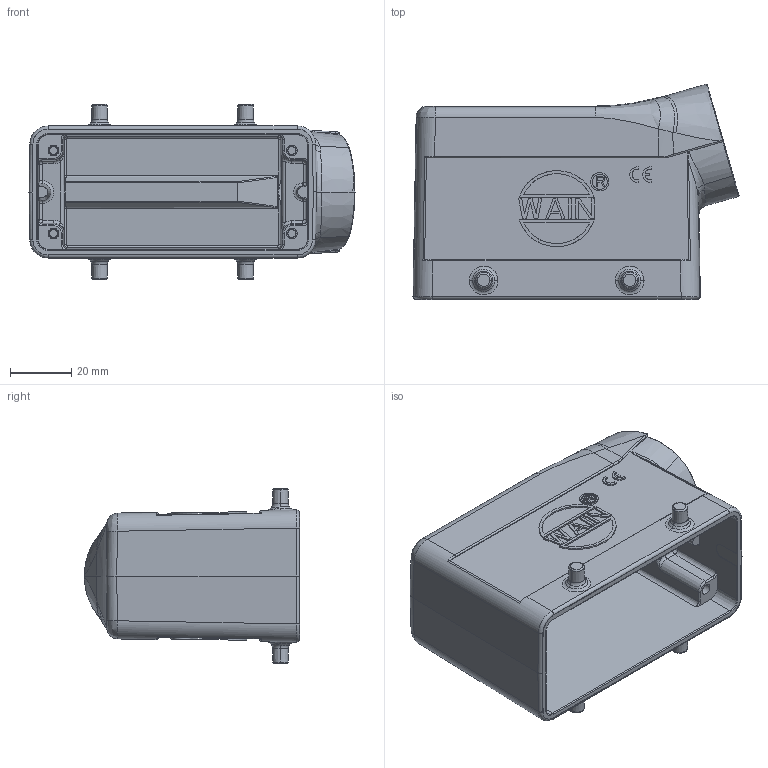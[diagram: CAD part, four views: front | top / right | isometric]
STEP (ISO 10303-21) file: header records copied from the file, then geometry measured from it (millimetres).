
FILE_DESCRIPTION(/* description */ (''),/* implementation_level */ '2;1');
FILE_NAME(/* name */ '3D_1240165301011_HV16B-SE-4B-PG21_V1.1.stp',/* time_stamp */ '2024-01-09T08:52:55+08:00',/* author */ (''),/* organization */ (''),/* preprocessor_version */ 'ST-DEVELOPER v18.1',/* originating_system */ 'SIEMENS PLM Software NX 1980',/* authorisation */ '');
FILE_SCHEMA (('AUTOMOTIVE_DESIGN { 1 0 10303 214 3 1 1 1 }'));
Length unit declared in the file: millimetre
Products named in the file (1): 145928480B21yy1a
Bounding box: 106.04 x 70.13 x 57 mm (x, y, z)
Volume: 67459.1 mm3; surface area: 40567.1 mm2
Topology: 3 solids, 3 shells, 532 faces, 1308 edges, 814 vertices
Faces by surface type: plane 252, cylinder 110, torus 67, cone 44, bspline 43, extrusion 8, sphere 8
Full cylindrical faces by diameter (mm): 24 x1, 26.9 x1
Entity records: 19409 total; most frequent: CARTESIAN_POINT 7500, ORIENTED_EDGE 2590, DIRECTION 2200, EDGE_CURVE 1295, VERTEX_POINT 812, AXIS2_PLACEMENT_3D 759, VECTOR 682, LINE 674
